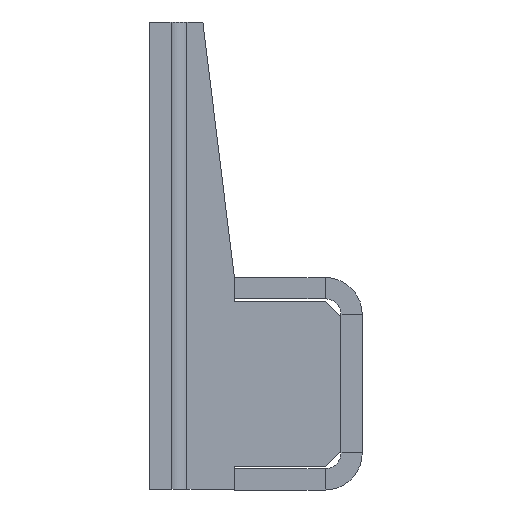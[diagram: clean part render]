
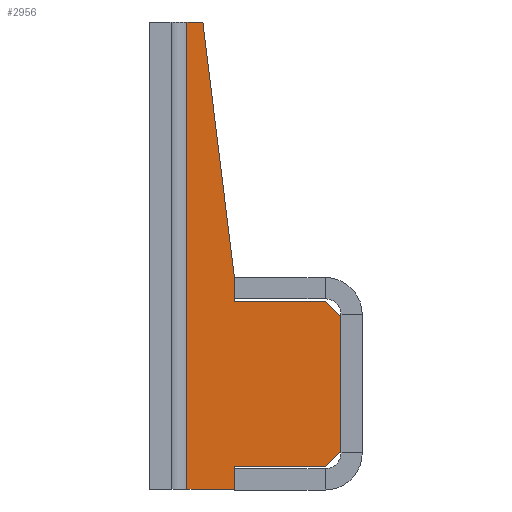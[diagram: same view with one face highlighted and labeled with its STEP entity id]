
A CAD part, left-side view. The second image highlights one B-rep face of the part: STEP entity #2956.
In plain terms, the highlighted face is planar.
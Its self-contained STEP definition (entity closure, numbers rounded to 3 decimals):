
#55 = LINE ( 'NONE', #3336, #3292 ) ;
#324 = DIRECTION ( 'NONE',  ( -1., 0., 0. ) ) ;
#423 = EDGE_LOOP ( 'NONE', ( #4756, #6306, #5648, #1019, #6176, #3623, #4274, #2478, #575, #4475, #3329 ) ) ;
#552 = CARTESIAN_POINT ( 'NONE',  ( 19.8, 14.586, -8. ) ) ;
#575 = ORIENTED_EDGE ( 'NONE', *, *, #3647, .F. ) ;
#671 = CARTESIAN_POINT ( 'NONE',  ( -22., 1.5, -8. ) ) ;
#742 = CARTESIAN_POINT ( 'NONE',  ( 22., 1.5, -8. ) ) ;
#900 = CARTESIAN_POINT ( 'NONE',  ( 5.714, 16., -8. ) ) ;
#1019 = ORIENTED_EDGE ( 'NONE', *, *, #4022, .T. ) ;
#1036 = DIRECTION ( 'NONE',  ( -0.992, -0.123, 0. ) ) ;
#1117 = DIRECTION ( 'NONE',  ( 0., 1., 0. ) ) ;
#1141 = DIRECTION ( 'NONE',  ( 0., -1., 0. ) ) ;
#1177 = LINE ( 'NONE', #1637, #5664 ) ;
#1460 = LINE ( 'NONE', #6976, #6133 ) ;
#1539 = LINE ( 'NONE', #3605, #2798 ) ;
#1571 = LINE ( 'NONE', #5907, #6239 ) ;
#1637 = CARTESIAN_POINT ( 'NONE',  ( 22., 0., -8. ) ) ;
#1711 = EDGE_CURVE ( 'NONE', #1790, #6821, #7109, .T. ) ;
#1790 = VERTEX_POINT ( 'NONE', #6161 ) ;
#1996 = CARTESIAN_POINT ( 'NONE',  ( 22., 1.5, -8. ) ) ;
#2175 = CARTESIAN_POINT ( 'NONE',  ( -22., 3., -8. ) ) ;
#2310 = LINE ( 'NONE', #7525, #3551 ) ;
#2478 = ORIENTED_EDGE ( 'NONE', *, *, #5584, .T. ) ;
#2518 = VECTOR ( 'NONE', #7640, 1000. ) ;
#2682 = VERTEX_POINT ( 'NONE', #2827 ) ;
#2691 = VECTOR ( 'NONE', #4377, 1000. ) ;
#2777 = CARTESIAN_POINT ( 'NONE',  ( 22., 6., -8. ) ) ;
#2792 = CARTESIAN_POINT ( 'NONE',  ( 19.8, 6., -8. ) ) ;
#2798 = VECTOR ( 'NONE', #5446, 1000. ) ;
#2827 = CARTESIAN_POINT ( 'NONE',  ( 18.386, 16., -8. ) ) ;
#2902 = VERTEX_POINT ( 'NONE', #5144 ) ;
#2956 = ADVANCED_FACE ( 'NONE', ( #4521 ), #7003, .F. ) ;
#3292 = VECTOR ( 'NONE', #7600, 1000. ) ;
#3329 = ORIENTED_EDGE ( 'NONE', *, *, #7271, .T. ) ;
#3336 = CARTESIAN_POINT ( 'NONE',  ( 4.3, 6., -8. ) ) ;
#3351 = CARTESIAN_POINT ( 'NONE',  ( 0., 0., -8. ) ) ;
#3383 = CARTESIAN_POINT ( 'NONE',  ( -22., 0., -8. ) ) ;
#3455 = VERTEX_POINT ( 'NONE', #2175 ) ;
#3551 = VECTOR ( 'NONE', #5102, 1000. ) ;
#3605 = CARTESIAN_POINT ( 'NONE',  ( 4.3, 14.586, -8. ) ) ;
#3623 = ORIENTED_EDGE ( 'NONE', *, *, #5286, .F. ) ;
#3647 = EDGE_CURVE ( 'NONE', #6821, #4357, #1539, .T. ) ;
#3851 = EDGE_CURVE ( 'NONE', #6160, #7590, #6106, .T. ) ;
#3933 = DIRECTION ( 'NONE',  ( 0.707, -0.707, 0. ) ) ;
#3962 = DIRECTION ( 'NONE',  ( 0., 0., -1. ) ) ;
#4017 = VECTOR ( 'NONE', #1141, 1000. ) ;
#4022 = EDGE_CURVE ( 'NONE', #6160, #6933, #1177, .T. ) ;
#4127 = LINE ( 'NONE', #2792, #5387 ) ;
#4211 = LINE ( 'NONE', #552, #4017 ) ;
#4274 = ORIENTED_EDGE ( 'NONE', *, *, #7301, .F. ) ;
#4357 = VERTEX_POINT ( 'NONE', #900 ) ;
#4377 = DIRECTION ( 'NONE',  ( -1., 0., 0. ) ) ;
#4401 = AXIS2_PLACEMENT_3D ( 'NONE', #3351, #3962, #324 ) ;
#4409 = CARTESIAN_POINT ( 'NONE',  ( 19.8, 14.586, -8. ) ) ;
#4475 = ORIENTED_EDGE ( 'NONE', *, *, #1711, .F. ) ;
#4521 = FACE_OUTER_BOUND ( 'NONE', #423, .T. ) ;
#4756 = ORIENTED_EDGE ( 'NONE', *, *, #7059, .T. ) ;
#4952 = VERTEX_POINT ( 'NONE', #7530 ) ;
#5102 = DIRECTION ( 'NONE',  ( -1., 0., 0. ) ) ;
#5144 = CARTESIAN_POINT ( 'NONE',  ( 19.8, 6., -8. ) ) ;
#5286 = EDGE_CURVE ( 'NONE', #7669, #2902, #4211, .T. ) ;
#5309 = DIRECTION ( 'NONE',  ( 0., 1., 0. ) ) ;
#5387 = VECTOR ( 'NONE', #6398, 1000. ) ;
#5446 = DIRECTION ( 'NONE',  ( 0.707, 0.707, 0. ) ) ;
#5493 = VECTOR ( 'NONE', #1117, 1000. ) ;
#5584 = EDGE_CURVE ( 'NONE', #2682, #4357, #2310, .T. ) ;
#5648 = ORIENTED_EDGE ( 'NONE', *, *, #3851, .F. ) ;
#5664 = VECTOR ( 'NONE', #5309, 1000. ) ;
#5705 = CARTESIAN_POINT ( 'NONE',  ( 4.3, 14.586, -8. ) ) ;
#5754 = LINE ( 'NONE', #3383, #2518 ) ;
#5907 = CARTESIAN_POINT ( 'NONE',  ( 2.3, 6., -8. ) ) ;
#6106 = LINE ( 'NONE', #742, #2691 ) ;
#6133 = VECTOR ( 'NONE', #3933, 1000. ) ;
#6160 = VERTEX_POINT ( 'NONE', #1996 ) ;
#6161 = CARTESIAN_POINT ( 'NONE',  ( 4.3, 6., -8. ) ) ;
#6176 = ORIENTED_EDGE ( 'NONE', *, *, #7899, .F. ) ;
#6239 = VECTOR ( 'NONE', #1036, 1000. ) ;
#6306 = ORIENTED_EDGE ( 'NONE', *, *, #7877, .T. ) ;
#6398 = DIRECTION ( 'NONE',  ( 1., 0., 0. ) ) ;
#6821 = VERTEX_POINT ( 'NONE', #5705 ) ;
#6933 = VERTEX_POINT ( 'NONE', #2777 ) ;
#6976 = CARTESIAN_POINT ( 'NONE',  ( 18.386, 16., -8. ) ) ;
#7003 = PLANE ( 'NONE',  #4401 ) ;
#7059 = EDGE_CURVE ( 'NONE', #4952, #3455, #1571, .T. ) ;
#7109 = LINE ( 'NONE', #7609, #5493 ) ;
#7271 = EDGE_CURVE ( 'NONE', #1790, #4952, #55, .T. ) ;
#7301 = EDGE_CURVE ( 'NONE', #2682, #7669, #1460, .T. ) ;
#7525 = CARTESIAN_POINT ( 'NONE',  ( 0., 16., -8. ) ) ;
#7530 = CARTESIAN_POINT ( 'NONE',  ( 2.3, 6., -8. ) ) ;
#7590 = VERTEX_POINT ( 'NONE', #671 ) ;
#7600 = DIRECTION ( 'NONE',  ( -1., 0., 0. ) ) ;
#7609 = CARTESIAN_POINT ( 'NONE',  ( 4.3, 6., -8. ) ) ;
#7640 = DIRECTION ( 'NONE',  ( 0., -1., 0. ) ) ;
#7669 = VERTEX_POINT ( 'NONE', #4409 ) ;
#7877 = EDGE_CURVE ( 'NONE', #3455, #7590, #5754, .T. ) ;
#7899 = EDGE_CURVE ( 'NONE', #2902, #6933, #4127, .T. ) ;
